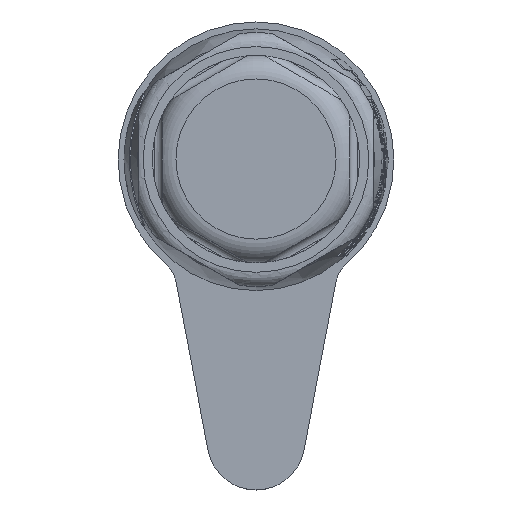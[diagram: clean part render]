
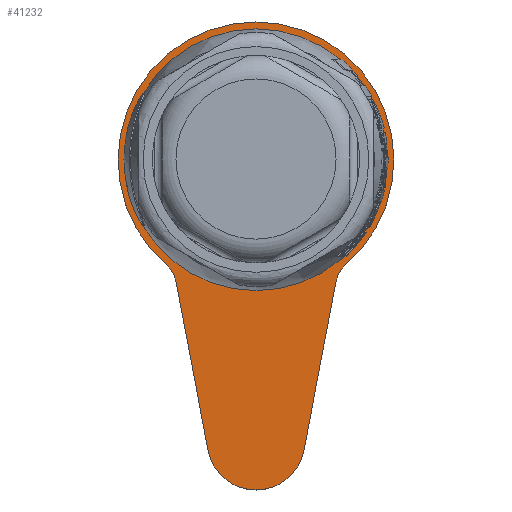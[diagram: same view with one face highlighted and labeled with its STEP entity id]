
A CAD part, top view. The second image highlights one B-rep face of the part: STEP entity #41232.
In plain terms, the highlighted planar face has unit normal (0, 0, 1).
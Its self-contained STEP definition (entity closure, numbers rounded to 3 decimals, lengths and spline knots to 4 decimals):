
#4752=LINE('',#72959,#6744);
#4753=LINE('',#72966,#6745);
#6744=VECTOR('',#51257,1.);
#6745=VECTOR('',#51264,1.);
#8721=FACE_OUTER_BOUND('',#11007,.T.);
#11007=EDGE_LOOP('',(#30938,#30939,#30940,#30941,#30942,#30943));
#12994=CIRCLE('',#44165,0.625);
#12995=CIRCLE('',#44166,0.375);
#12996=CIRCLE('',#44167,1.765);
#12997=CIRCLE('',#44168,0.375);
#16363=VERTEX_POINT('',#72955);
#16364=VERTEX_POINT('',#72956);
#16365=VERTEX_POINT('',#72958);
#16366=VERTEX_POINT('',#72960);
#16367=VERTEX_POINT('',#72962);
#16368=VERTEX_POINT('',#72964);
#21539=EDGE_CURVE('',#16363,#16364,#12994,.T.);
#21540=EDGE_CURVE('',#16364,#16365,#4752,.T.);
#21541=EDGE_CURVE('',#16365,#16366,#12995,.T.);
#21542=EDGE_CURVE('',#16366,#16367,#12996,.T.);
#21543=EDGE_CURVE('',#16367,#16368,#12997,.T.);
#21544=EDGE_CURVE('',#16368,#16363,#4753,.T.);
#30938=ORIENTED_EDGE('',*,*,#21539,.T.);
#30939=ORIENTED_EDGE('',*,*,#21540,.T.);
#30940=ORIENTED_EDGE('',*,*,#21541,.T.);
#30941=ORIENTED_EDGE('',*,*,#21542,.T.);
#30942=ORIENTED_EDGE('',*,*,#21543,.T.);
#30943=ORIENTED_EDGE('',*,*,#21544,.T.);
#37475=PLANE('',#44164);
#41232=ADVANCED_FACE('',(#8721),#37475,.T.);
#44164=AXIS2_PLACEMENT_3D('',#72954,#51253,#51254);
#44165=AXIS2_PLACEMENT_3D('',#72957,#51255,#51256);
#44166=AXIS2_PLACEMENT_3D('',#72961,#51258,#51259);
#44167=AXIS2_PLACEMENT_3D('',#72963,#51260,#51261);
#44168=AXIS2_PLACEMENT_3D('',#72965,#51262,#51263);
#51253=DIRECTION('center_axis',(0.,0.,
1.));
#51254=DIRECTION('ref_axis',(1.,0.,0.));
#51255=DIRECTION('center_axis',(0.,0.,
1.));
#51256=DIRECTION('ref_axis',(-0.982,-0.186,0.));
#51257=DIRECTION('',(0.186,0.982,0.));
#51258=DIRECTION('center_axis',(0.,0.,
-1.));
#51259=DIRECTION('ref_axis',(0.651,-0.759,0.));
#51260=DIRECTION('center_axis',(0.,0.,
1.));
#51261=DIRECTION('ref_axis',(0.651,-0.759,0.));
#51262=DIRECTION('center_axis',(0.,0.,
-1.));
#51263=DIRECTION('ref_axis',(-0.982,-0.186,0.));
#51264=DIRECTION('',(0.186,-0.982,0.));
#72954=CARTESIAN_POINT('Origin',(0.,-1.1462,
11.4666));
#72955=CARTESIAN_POINT('',(-0.614,-3.7165,11.4666));
#72956=CARTESIAN_POINT('',(0.614,-3.7165,11.4666));
#72957=CARTESIAN_POINT('Origin',(0.,-3.6,11.4666));
#72958=CARTESIAN_POINT('',(1.0241,-1.555,11.4666));
#72959=CARTESIAN_POINT('',(0.614,-3.7165,11.4666));
#72960=CARTESIAN_POINT('',(1.1485,-1.3402,11.4666));
#72961=CARTESIAN_POINT('Origin',(1.3926,-1.6249,11.4666));
#72962=CARTESIAN_POINT('',(-1.1485,-1.3402,11.4666));
#72963=CARTESIAN_POINT('Origin',(0.,0.,
11.4666));
#72964=CARTESIAN_POINT('',(-1.0241,-1.555,11.4666));
#72965=CARTESIAN_POINT('Origin',(-1.3926,-1.6249,11.4666));
#72966=CARTESIAN_POINT('',(-1.0241,-1.555,11.4666));
